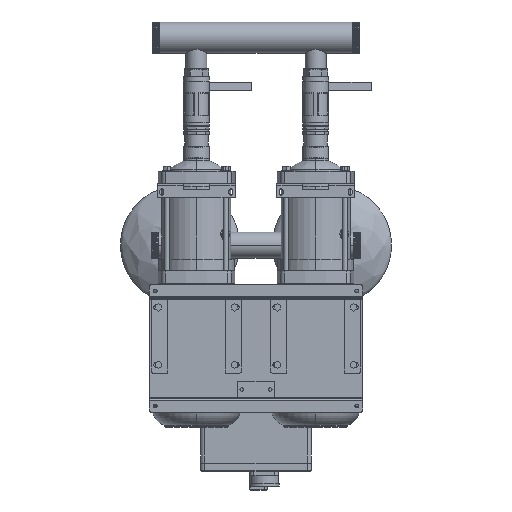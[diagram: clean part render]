
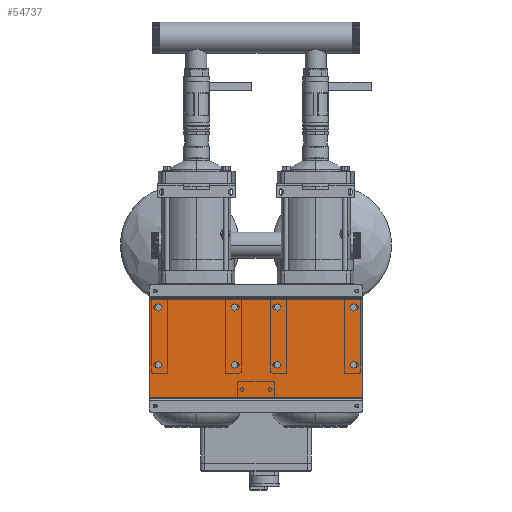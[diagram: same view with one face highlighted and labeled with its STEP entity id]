
A CAD part, front view. The second image highlights one B-rep face of the part: STEP entity #54737.
In plain terms, the highlighted planar face has unit normal (0, -1, 0).
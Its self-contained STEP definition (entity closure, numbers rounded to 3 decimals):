
#2139 = ORIENTED_EDGE ( 'NONE', *, *, #63440, .T. ) ;
#3670 = CARTESIAN_POINT ( 'NONE',  ( 260., 55., -120. ) ) ;
#5284 = DIRECTION ( 'NONE',  ( 0., 0., 1. ) ) ;
#6012 = CARTESIAN_POINT ( 'NONE',  ( 260., 55., 120. ) ) ;
#15039 = CARTESIAN_POINT ( 'NONE',  ( -260., 55., -120. ) ) ;
#21964 = EDGE_LOOP ( 'NONE', ( #2139, #29283, #50645, #67357 ) ) ;
#21972 = VECTOR ( 'NONE', #26559, 1000. ) ;
#22265 = CARTESIAN_POINT ( 'NONE',  ( 260., 55., -120. ) ) ;
#23694 = EDGE_CURVE ( 'NONE', #26122, #54837, #86940, .T. ) ;
#26122 = VERTEX_POINT ( 'NONE', #102540 ) ;
#26559 = DIRECTION ( 'NONE',  ( -1., 0., 0. ) ) ;
#29283 = ORIENTED_EDGE ( 'NONE', *, *, #71084, .F. ) ;
#38835 = FACE_OUTER_BOUND ( 'NONE', #21964, .T. ) ;
#45748 = LINE ( 'NONE', #71284, #47920 ) ;
#47569 = DIRECTION ( 'NONE',  ( 0., 0., -1. ) ) ;
#47920 = VECTOR ( 'NONE', #86135, 1000. ) ;
#48365 = EDGE_CURVE ( 'NONE', #26122, #103345, #45748, .T. ) ;
#50645 = ORIENTED_EDGE ( 'NONE', *, *, #48365, .F. ) ;
#54737 = ADVANCED_FACE ( 'NONE', ( #38835 ), #62767, .F. ) ;
#54837 = VERTEX_POINT ( 'NONE', #77083 ) ;
#54980 = DIRECTION ( 'NONE',  ( -1., 0., 0. ) ) ;
#57255 = VECTOR ( 'NONE', #54980, 1000. ) ;
#62767 = PLANE ( 'NONE',  #98864 ) ;
#63440 = EDGE_CURVE ( 'NONE', #54837, #87076, #63999, .T. ) ;
#63999 = LINE ( 'NONE', #15039, #76273 ) ;
#67357 = ORIENTED_EDGE ( 'NONE', *, *, #23694, .T. ) ;
#71084 = EDGE_CURVE ( 'NONE', #103345, #87076, #91542, .T. ) ;
#71284 = CARTESIAN_POINT ( 'NONE',  ( 260., 55., 120. ) ) ;
#76273 = VECTOR ( 'NONE', #47569, 1000. ) ;
#77083 = CARTESIAN_POINT ( 'NONE',  ( -260., 55., 120. ) ) ;
#85198 = CARTESIAN_POINT ( 'NONE',  ( 260., 55., -120. ) ) ;
#85673 = DIRECTION ( 'NONE',  ( 0., 1., 0. ) ) ;
#86135 = DIRECTION ( 'NONE',  ( 0., 0., -1. ) ) ;
#86940 = LINE ( 'NONE', #6012, #57255 ) ;
#87076 = VERTEX_POINT ( 'NONE', #98598 ) ;
#91542 = LINE ( 'NONE', #3670, #21972 ) ;
#98598 = CARTESIAN_POINT ( 'NONE',  ( -260., 55., -120. ) ) ;
#98864 = AXIS2_PLACEMENT_3D ( 'NONE', #22265, #85673, #5284 ) ;
#102540 = CARTESIAN_POINT ( 'NONE',  ( 260., 55., 120. ) ) ;
#103345 = VERTEX_POINT ( 'NONE', #85198 ) ;
